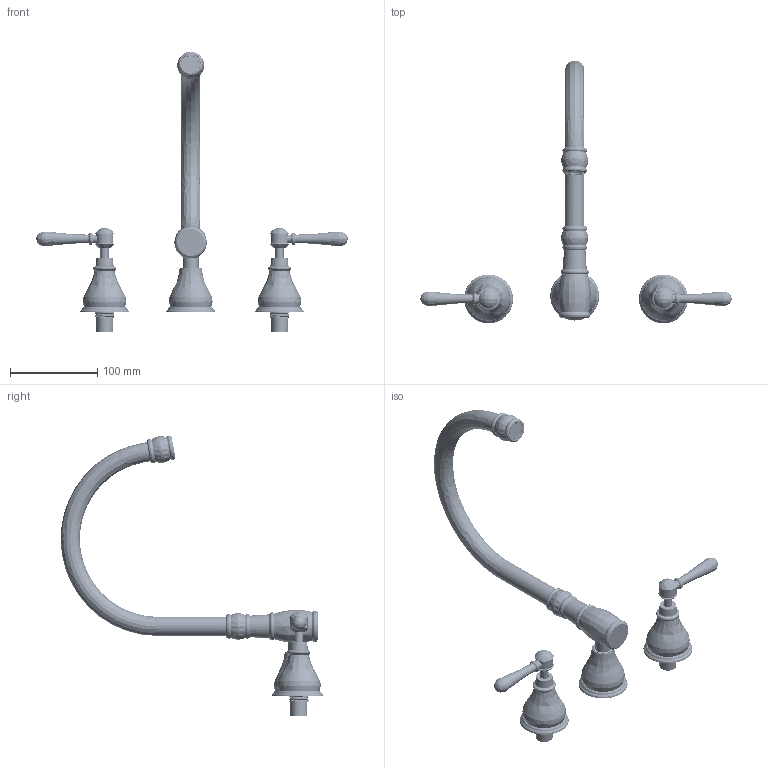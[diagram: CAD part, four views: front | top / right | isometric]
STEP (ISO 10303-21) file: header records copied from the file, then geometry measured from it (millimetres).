
FILE_DESCRIPTION(/* description */ (''),/* implementation_level */ '2;1');
FILE_NAME(/* name */ '2265310 MV1015LCH - Milli Vue Wall Kitchen Set Lever CP',/* time_stamp */ '2023-01-17T14:25:08+11:00',/* author */ (''),/* organization */ (''),/* preprocessor_version */ 'ST-DEVELOPER v16.5',/* originating_system */ 'Rhino 7.23',/* authorisation */ '');
FILE_SCHEMA (('CONFIG_CONTROL_DESIGN'));
Products named in the file (1): Document
Bounding box: 356 x 300.26 x 321.01 mm (x, y, z)
Volume: 249943.2 mm3; surface area: 188308.4 mm2
Topology: 31 solids, 31 shells, 1805 faces, 4727 edges, 3050 vertices
Faces by surface type: cylinder 804, bspline 570, plane 431
Entity records: 129658 total; most frequent: CARTESIAN_POINT 100787, ORIENTED_EDGE 9418, EDGE_CURVE 4709, VERTEX_POINT 3050, B_SPLINE_CURVE_WITH_KNOTS 2158, EDGE_LOOP 1937, ADVANCED_FACE 1805, FACE_OUTER_BOUND 1805
